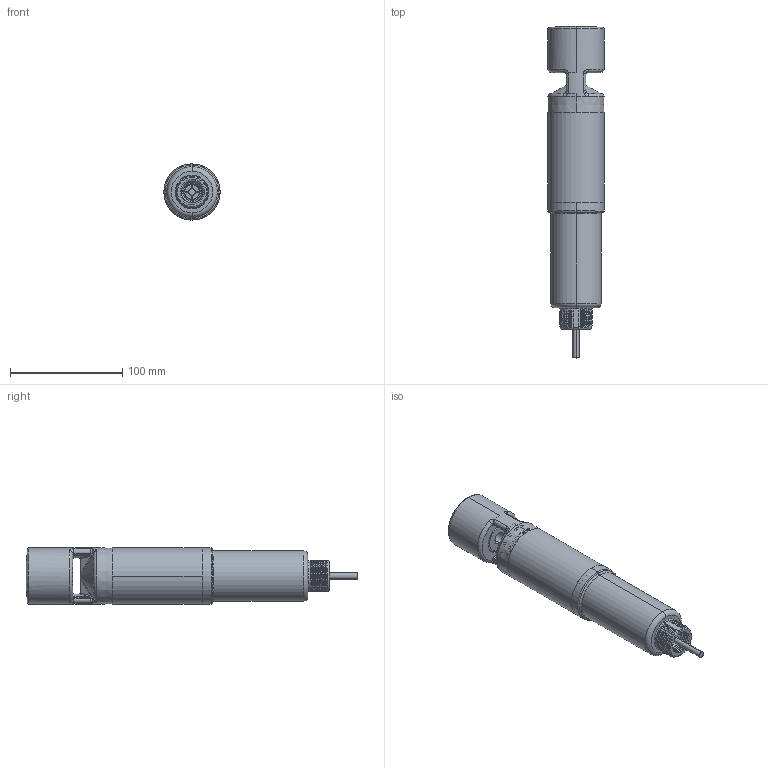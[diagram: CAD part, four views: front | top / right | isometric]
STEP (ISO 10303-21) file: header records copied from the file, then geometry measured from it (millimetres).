
FILE_DESCRIPTION((''),'2;1');
FILE_NAME('170569_ASM','2013-11-21T',('pdmadmin'),(''),'PRO/ENGINEER BY PARAMETRIC TECHNOLOGY CORPORATION, 2013230','PRO/ENGINEER BY PARAMETRIC TECHNOLOGY CORPORATION, 2013230','');
FILE_SCHEMA(('CONFIG_CONTROL_DESIGN'));
Products named in the file (12): 168245; 168246; 168302; 168401; 140412_GENERIC; 144104; 144147; 163979_GENERIC; 62676; 62677; CABLE_215; 170569_ASM
Assembly tree (11 placements, depth 2):
  170569_ASM
    168245
    168246
    168302
    168401
    140412_GENERIC
    144104
    144147
    163979_GENERIC
    62676
    62677
    CABLE_215
Bounding box: 50 x 295.72 x 50 mm (x, y, z)
Volume: 164941.4 mm3; surface area: 117648.3 mm2
Topology: 11 solids, 11 shells, 1404 faces, 3477 edges, 2148 vertices
Faces by surface type: bspline 451, plane 350, cylinder 313, torus 116, cone 100, sphere 74
Entity records: 109594 total; most frequent: CARTESIAN_POINT 79451, ORIENTED_EDGE 6946, DIRECTION 5248, EDGE_CURVE 3473, VERTEX_POINT 2148, AXIS2_PLACEMENT_3D 2117, EDGE_LOOP 1483, FACE_OUTER_BOUND 1404
